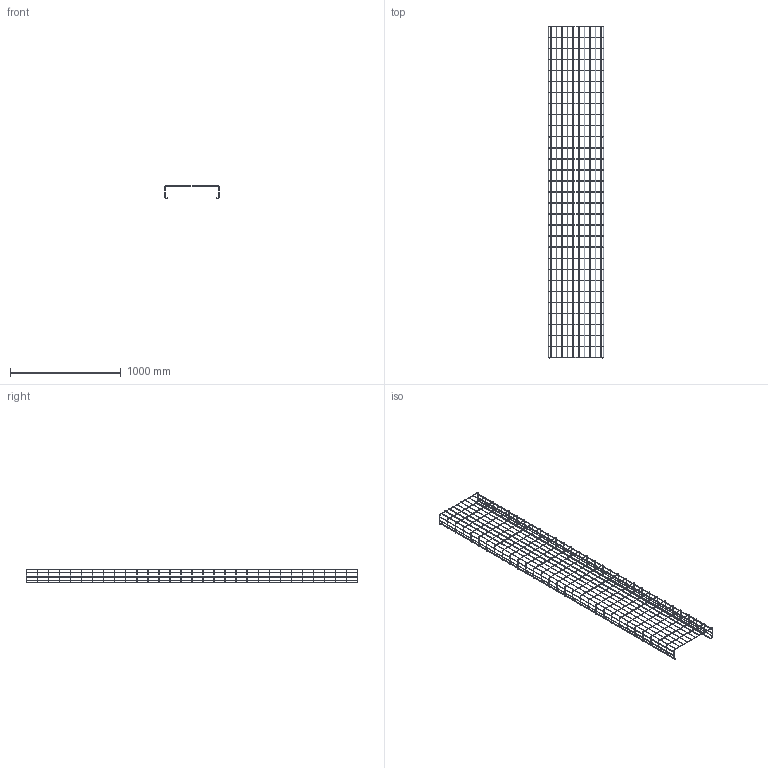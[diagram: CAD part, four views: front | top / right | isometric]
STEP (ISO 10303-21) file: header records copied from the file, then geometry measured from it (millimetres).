
FILE_DESCRIPTION((''),'2;1');
FILE_NAME('910350_PRT','2018-11-07T13:26:35',('tomasz.grudniewski'),(''),'CREO PARAMETRIC BY PTC INC, 2018260','CREO PARAMETRIC BY PTC INC, 2018260','');
FILE_SCHEMA(('CONFIG_CONTROL_DESIGN'));
Length unit declared in the file: millimetre
Products named in the file (1): 910350_PRT
Bounding box: 500 x 3004.5 x 118 mm (x, y, z)
Volume: 1217469.3 mm3; surface area: 1083474.5 mm2
Topology: 49 solids, 49 shells, 888 faces, 1678 edges, 888 vertices
Faces by surface type: cylinder 346, torus 248, bspline 124, plane 98, cone 72
Entity records: 36040 total; most frequent: CARTESIAN_POINT 18706, DIRECTION 3846, ORIENTED_EDGE 3356, EDGE_CURVE 1678, AXIS2_PLACEMENT_3D 1652, VERTEX_POINT 888, EDGE_LOOP 888, FACE_OUTER_BOUND 888
